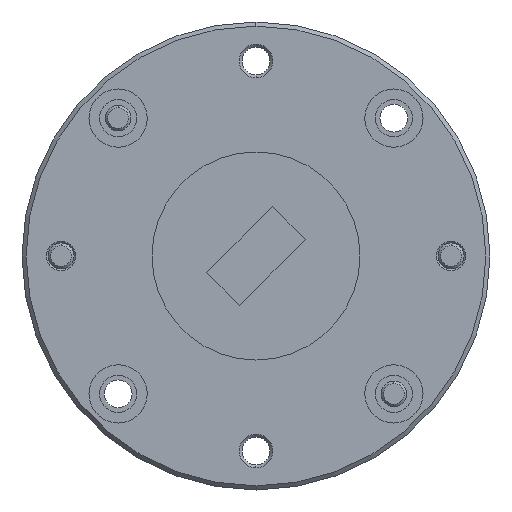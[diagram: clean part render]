
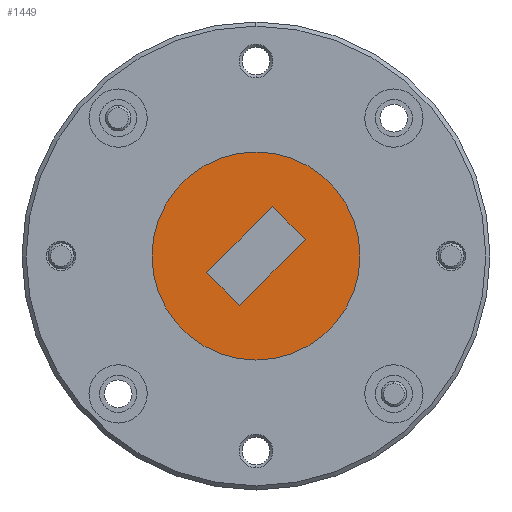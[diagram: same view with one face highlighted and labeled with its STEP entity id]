
A CAD part, left-side view. The second image highlights one B-rep face of the part: STEP entity #1449.
In plain terms, the highlighted planar face has unit normal (-1, 0, 0).
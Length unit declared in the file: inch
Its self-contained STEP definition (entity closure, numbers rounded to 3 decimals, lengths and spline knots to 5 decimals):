
#2 = CARTESIAN_POINT ( 'NONE',  ( -0.30155, 0.75208, 0.90942 ) ) ;
#179 = ORIENTED_EDGE ( 'NONE', *, *, #974, .F. ) ;
#326 = ORIENTED_EDGE ( 'NONE', *, *, #3613, .F. ) ;
#362 = ORIENTED_EDGE ( 'NONE', *, *, #1652, .F. ) ;
#390 = EDGE_CURVE ( 'NONE', #885, #3486, #1787, .T. ) ;
#451 = DIRECTION ( 'NONE',  ( 0., 0., 1. ) ) ;
#463 = CARTESIAN_POINT ( 'NONE',  ( -0.30155, 0.63329, 0.94902 ) ) ;
#485 = DIRECTION ( 'NONE',  ( -1., 0., 0. ) ) ;
#626 = DIRECTION ( 'NONE',  ( 0., -0.707, -0.707 ) ) ;
#669 = DIRECTION ( 'NONE',  ( 0., 0., 1. ) ) ;
#696 = AXIS2_PLACEMENT_3D ( 'NONE', #463, #1135, #755 ) ;
#755 = DIRECTION ( 'NONE',  ( 0., 0., 1. ) ) ;
#769 = VERTEX_POINT ( 'NONE', #2125 ) ;
#885 = VERTEX_POINT ( 'NONE', #1567 ) ;
#917 = PLANE ( 'NONE',  #1956 ) ;
#974 = EDGE_CURVE ( 'NONE', #1360, #3647, #1746, .T. ) ;
#1135 = DIRECTION ( 'NONE',  ( -1., 0., 0. ) ) ;
#1220 = CARTESIAN_POINT ( 'NONE',  ( -0.30155, 0.59369, 1.06781 ) ) ;
#1357 = DIRECTION ( 'NONE',  ( 0., 0.707, -0.707 ) ) ;
#1358 = ORIENTED_EDGE ( 'NONE', *, *, #1949, .F. ) ;
#1360 = VERTEX_POINT ( 'NONE', #3762 ) ;
#1373 = LINE ( 'NONE', #4051, #2087 ) ;
#1377 = EDGE_LOOP ( 'NONE', ( #1358, #326, #179, #362 ) ) ;
#1449 = ADVANCED_FACE ( 'NONE', ( #2111, #3746 ), #917, .F. ) ;
#1493 = LINE ( 'NONE', #2656, #3693 ) ;
#1532 = CARTESIAN_POINT ( 'NONE',  ( -0.30155, 0.88329, 0.94902 ) ) ;
#1567 = CARTESIAN_POINT ( 'NONE',  ( -0.30155, 0.63329, 0.69902 ) ) ;
#1652 = EDGE_CURVE ( 'NONE', #4023, #1360, #1493, .T. ) ;
#1746 = LINE ( 'NONE', #2, #1912 ) ;
#1787 = CIRCLE ( 'NONE', #2463, 0.25 ) ;
#1792 = DIRECTION ( 'NONE',  ( 0., 0.707, 0.707 ) ) ;
#1912 = VECTOR ( 'NONE', #626, 39.37008 ) ;
#1949 = EDGE_CURVE ( 'NONE', #769, #4023, #4028, .T. ) ;
#1956 = AXIS2_PLACEMENT_3D ( 'NONE', #1532, #2503, #669 ) ;
#2016 = CARTESIAN_POINT ( 'NONE',  ( -0.30155, 0.63329, 1.19902 ) ) ;
#2087 = VECTOR ( 'NONE', #3731, 39.37008 ) ;
#2100 = CARTESIAN_POINT ( 'NONE',  ( -0.30155, 0.67289, 0.83022 ) ) ;
#2111 = FACE_BOUND ( 'NONE', #1377, .T. ) ;
#2125 = CARTESIAN_POINT ( 'NONE',  ( -0.30155, 0.5145, 0.98862 ) ) ;
#2458 = VECTOR ( 'NONE', #1792, 39.37008 ) ;
#2463 = AXIS2_PLACEMENT_3D ( 'NONE', #2748, #485, #451 ) ;
#2503 = DIRECTION ( 'NONE',  ( 1., 0., 0. ) ) ;
#2656 = CARTESIAN_POINT ( 'NONE',  ( -0.30155, 0.59369, 1.06781 ) ) ;
#2694 = CIRCLE ( 'NONE', #696, 0.25 ) ;
#2748 = CARTESIAN_POINT ( 'NONE',  ( -0.30155, 0.63329, 0.94902 ) ) ;
#3152 = CARTESIAN_POINT ( 'NONE',  ( -0.30155, 0.59369, 1.06781 ) ) ;
#3486 = VERTEX_POINT ( 'NONE', #2016 ) ;
#3506 = ORIENTED_EDGE ( 'NONE', *, *, #390, .T. ) ;
#3555 = ORIENTED_EDGE ( 'NONE', *, *, #3904, .T. ) ;
#3613 = EDGE_CURVE ( 'NONE', #3647, #769, #1373, .T. ) ;
#3647 = VERTEX_POINT ( 'NONE', #2100 ) ;
#3693 = VECTOR ( 'NONE', #1357, 39.37008 ) ;
#3731 = DIRECTION ( 'NONE',  ( 0., -0.707, 0.707 ) ) ;
#3746 = FACE_OUTER_BOUND ( 'NONE', #3978, .T. ) ;
#3762 = CARTESIAN_POINT ( 'NONE',  ( -0.30155, 0.75208, 0.90942 ) ) ;
#3904 = EDGE_CURVE ( 'NONE', #3486, #885, #2694, .T. ) ;
#3978 = EDGE_LOOP ( 'NONE', ( #3555, #3506 ) ) ;
#4023 = VERTEX_POINT ( 'NONE', #3152 ) ;
#4028 = LINE ( 'NONE', #1220, #2458 ) ;
#4051 = CARTESIAN_POINT ( 'NONE',  ( -0.30155, 0.5145, 0.98862 ) ) ;
